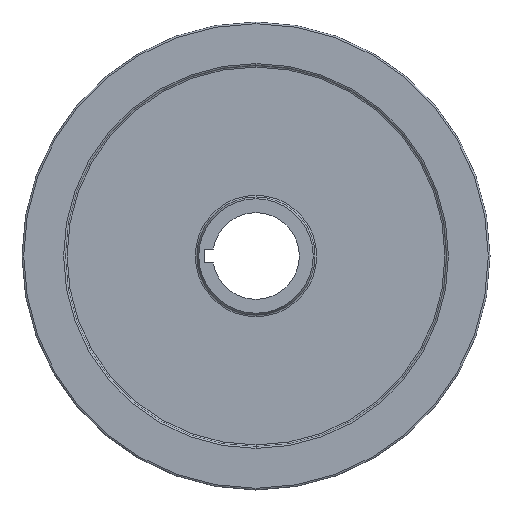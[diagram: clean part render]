
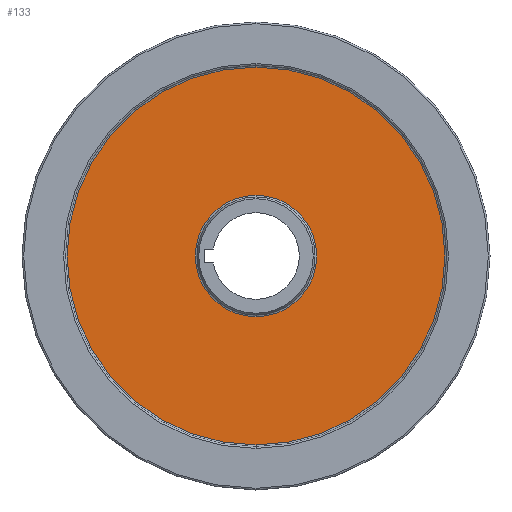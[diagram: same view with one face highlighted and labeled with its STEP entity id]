
A CAD part, left-side view. The second image highlights one B-rep face of the part: STEP entity #133.
In plain terms, the highlighted planar face has unit normal (-1, 0, 0).
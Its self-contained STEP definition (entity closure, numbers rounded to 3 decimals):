
#87 = CARTESIAN_POINT ( 'NONE',  ( 16.1, 0., 54.5 ) ) ;
#108 = DIRECTION ( 'NONE',  ( 0., 0., -1. ) ) ;
#133 = ADVANCED_FACE ( 'NONE', ( #2248, #3250 ), #1002, .F. ) ;
#212 = VERTEX_POINT ( 'NONE', #2511 ) ;
#268 = AXIS2_PLACEMENT_3D ( 'NONE', #2537, #280, #1296 ) ;
#280 = DIRECTION ( 'NONE',  ( -1., 0., 0. ) ) ;
#333 = VERTEX_POINT ( 'NONE', #87 ) ;
#363 = DIRECTION ( 'NONE',  ( 0., 0., -1. ) ) ;
#426 = EDGE_CURVE ( 'NONE', #333, #1429, #596, .T. ) ;
#503 = AXIS2_PLACEMENT_3D ( 'NONE', #1620, #2365, #108 ) ;
#563 = EDGE_LOOP ( 'NONE', ( #3105, #883 ) ) ;
#596 = CIRCLE ( 'NONE', #2017, 54.5 ) ;
#711 = EDGE_LOOP ( 'NONE', ( #1075, #2832 ) ) ;
#746 = DIRECTION ( 'NONE',  ( 0., 0., -1. ) ) ;
#883 = ORIENTED_EDGE ( 'NONE', *, *, #1299, .T. ) ;
#1002 = PLANE ( 'NONE',  #3221 ) ;
#1075 = ORIENTED_EDGE ( 'NONE', *, *, #2115, .T. ) ;
#1163 = CARTESIAN_POINT ( 'NONE',  ( 16.1, 0., 0. ) ) ;
#1295 = AXIS2_PLACEMENT_3D ( 'NONE', #1878, #2624, #363 ) ;
#1296 = DIRECTION ( 'NONE',  ( 0., 0., -1. ) ) ;
#1299 = EDGE_CURVE ( 'NONE', #2520, #212, #3232, .T. ) ;
#1429 = VERTEX_POINT ( 'NONE', #1955 ) ;
#1611 = CARTESIAN_POINT ( 'NONE',  ( 16.1, 0., 17.5 ) ) ;
#1620 = CARTESIAN_POINT ( 'NONE',  ( 16.1, 0., 0. ) ) ;
#1705 = CIRCLE ( 'NONE', #268, 54.5 ) ;
#1742 = EDGE_CURVE ( 'NONE', #212, #2520, #3191, .T. ) ;
#1878 = CARTESIAN_POINT ( 'NONE',  ( 16.1, 0., 0. ) ) ;
#1955 = CARTESIAN_POINT ( 'NONE',  ( 16.1, 0., -54.5 ) ) ;
#2005 = CARTESIAN_POINT ( 'NONE',  ( 16.1, 55., 0. ) ) ;
#2017 = AXIS2_PLACEMENT_3D ( 'NONE', #1163, #2168, #3165 ) ;
#2115 = EDGE_CURVE ( 'NONE', #1429, #333, #1705, .T. ) ;
#2168 = DIRECTION ( 'NONE',  ( -1., 0., 0. ) ) ;
#2248 = FACE_BOUND ( 'NONE', #563, .T. ) ;
#2365 = DIRECTION ( 'NONE',  ( 1., 0., 0. ) ) ;
#2511 = CARTESIAN_POINT ( 'NONE',  ( 16.1, 0., -17.5 ) ) ;
#2520 = VERTEX_POINT ( 'NONE', #1611 ) ;
#2537 = CARTESIAN_POINT ( 'NONE',  ( 16.1, 0., 0. ) ) ;
#2624 = DIRECTION ( 'NONE',  ( 1., 0., 0. ) ) ;
#2832 = ORIENTED_EDGE ( 'NONE', *, *, #426, .T. ) ;
#2988 = DIRECTION ( 'NONE',  ( 1., 0., 0. ) ) ;
#3105 = ORIENTED_EDGE ( 'NONE', *, *, #1742, .T. ) ;
#3165 = DIRECTION ( 'NONE',  ( 0., 0., -1. ) ) ;
#3191 = CIRCLE ( 'NONE', #503, 17.5 ) ;
#3221 = AXIS2_PLACEMENT_3D ( 'NONE', #2005, #2988, #746 ) ;
#3232 = CIRCLE ( 'NONE', #1295, 17.5 ) ;
#3250 = FACE_OUTER_BOUND ( 'NONE', #711, .T. ) ;
